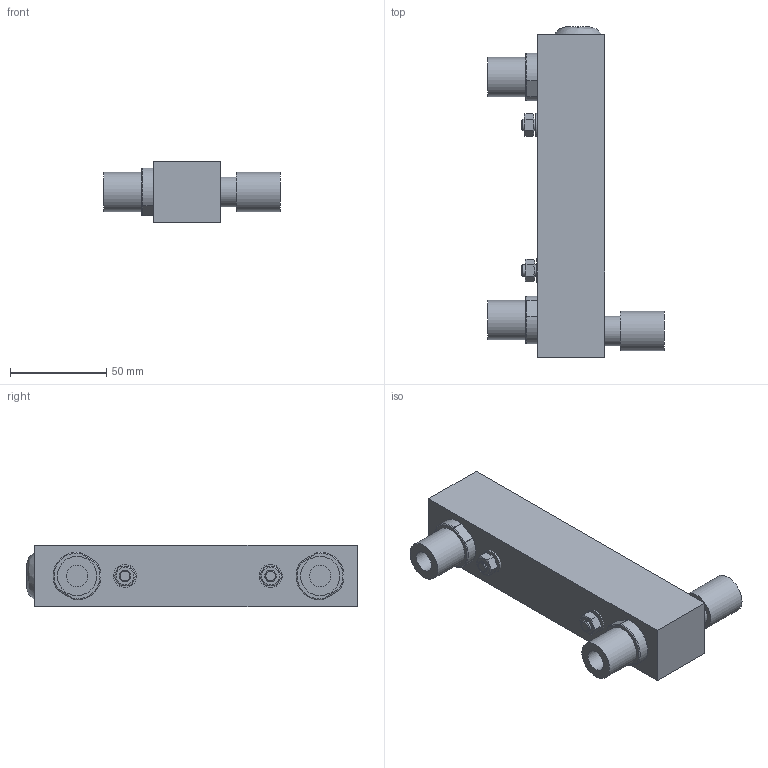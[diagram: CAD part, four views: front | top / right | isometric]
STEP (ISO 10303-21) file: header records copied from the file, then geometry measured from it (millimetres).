
FILE_DESCRIPTION(/* description */ (''),/* implementation_level */ '2;1');
FILE_NAME(/* name */ 'LZM-15ZT flowmeter.stp',/* time_stamp */ '2020-08-22T12:58:03-04:00',/* author */ ('ignac'),/* organization */ (''),/* preprocessor_version */ 'ST-DEVELOPER v18',/* originating_system */ 'Autodesk Inventor 2020',/* authorisation */ '');
FILE_SCHEMA (('AUTOMOTIVE_DESIGN { 1 0 10303 214 3 1 1 }'));
Length unit declared in the file: millimetre
Products named in the file (5): LZM-15ZT flowmeter; LZM-15ZT_rotameter_06-6_M3-H; din m6-10 Flat point socket set screw; din_6902-a_m6-200hv; nut_din934_m6-10
Assembly tree (7 placements, depth 2):
  LZM-15ZT flowmeter
    LZM-15ZT_rotameter_06-6_M3-H
    din m6-10 Flat point socket set screw  x2
    din_6902-a_m6-200hv  x2
    nut_din934_m6-10  x2
Bounding box: 91.5 x 171.7 x 31.9 mm (x, y, z)
Volume: 213105.9 mm3; surface area: 33927.5 mm2
Topology: 7 solids, 7 shells, 112 faces, 260 edges, 175 vertices
Faces by surface type: plane 53, cylinder 34, cone 12, sphere 8, torus 4, bspline 1
Full cylindrical faces by diameter (mm): 4.918 x2, 5.7 x2, 6 x4, 9.9 x2, 11.08 x2, 12 x2, 15.3 x1, 20.4 x3
Entity records: 2956 total; most frequent: CARTESIAN_POINT 534, DIRECTION 504, ORIENTED_EDGE 412, AXIS2_PLACEMENT_3D 214, EDGE_CURVE 206, VERTEX_POINT 137, CIRCLE 112, EDGE_LOOP 107
